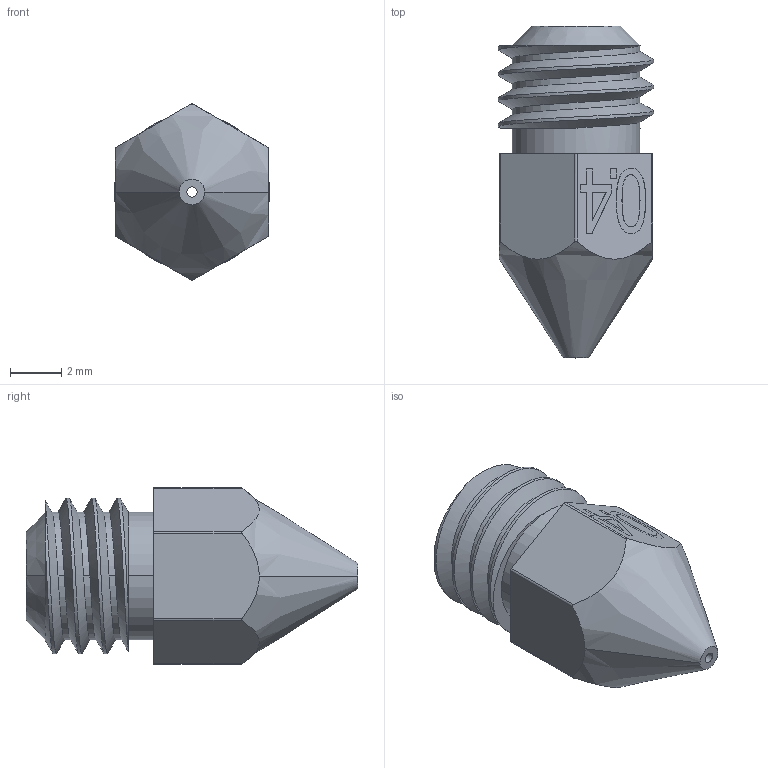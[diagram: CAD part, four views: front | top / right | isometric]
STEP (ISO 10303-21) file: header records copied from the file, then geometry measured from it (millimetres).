
FILE_DESCRIPTION (( 'STEP AP214' ), '1' );
FILE_NAME ('mk8_nozzle_0.4_amazon.STEP', '2021-07-02T04:13:38', ( '' ), ( '' ), 'SwSTEP 2.0', 'SolidWorks 2020', '' );
FILE_SCHEMA (( 'AUTOMOTIVE_DESIGN' ));
Length unit declared in the file: millimetre
Products named in the file (1): mk8_nozzle_0.4_amazon
Bounding box: 6.08 x 13 x 6.9 mm (x, y, z)
Volume: 256.6 mm3; surface area: 342 mm2
Topology: 1 solids, 1 shells, 73 faces, 183 edges, 118 vertices
Faces by surface type: plane 34, cylinder 19, bspline 12, cone 8
Entity records: 3488 total; most frequent: CARTESIAN_POINT 1807, ORIENTED_EDGE 366, DIRECTION 280, EDGE_CURVE 183, VERTEX_POINT 118, VECTOR 102, LINE 102, AXIS2_PLACEMENT_3D 89
